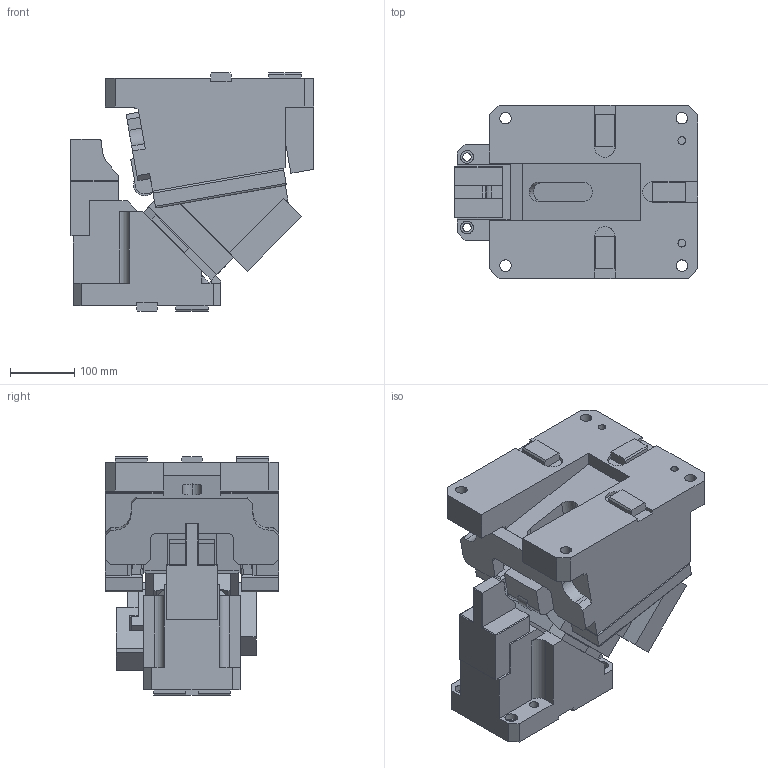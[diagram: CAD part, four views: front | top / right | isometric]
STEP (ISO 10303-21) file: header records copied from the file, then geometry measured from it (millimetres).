
FILE_DESCRIPTION(('CATIA V5 STEP Exchange'),'2;1');
FILE_NAME('CACG_200_45.stp','2015-04-22T09:51:23+00:00',('none'),('none'),'CATIA Version 5 Release 19 SP 2 (IN-10)','CATIA V5 STEP AP203','none');
FILE_SCHEMA(('CONFIG_CONTROL_DESIGN'));
Length unit declared in the file: millimetre
Products named in the file (1): CACG_200_45
Bounding box: 380 x 270 x 372 mm (x, y, z)
Volume: 17465467 mm3; surface area: 1029872.7 mm2
Topology: 3 solids, 9 shells, 531 faces, 1418 edges, 914 vertices
Faces by surface type: plane 355, cylinder 174, extrusion 2
Entity records: 18852 total; most frequent: CARTESIAN_POINT 6384, ORIENTED_EDGE 2836, DIRECTION 2064, EDGE_CURVE 1418, VECTOR 1121, LINE 1119, VERTEX_POINT 914, EDGE_LOOP 577
